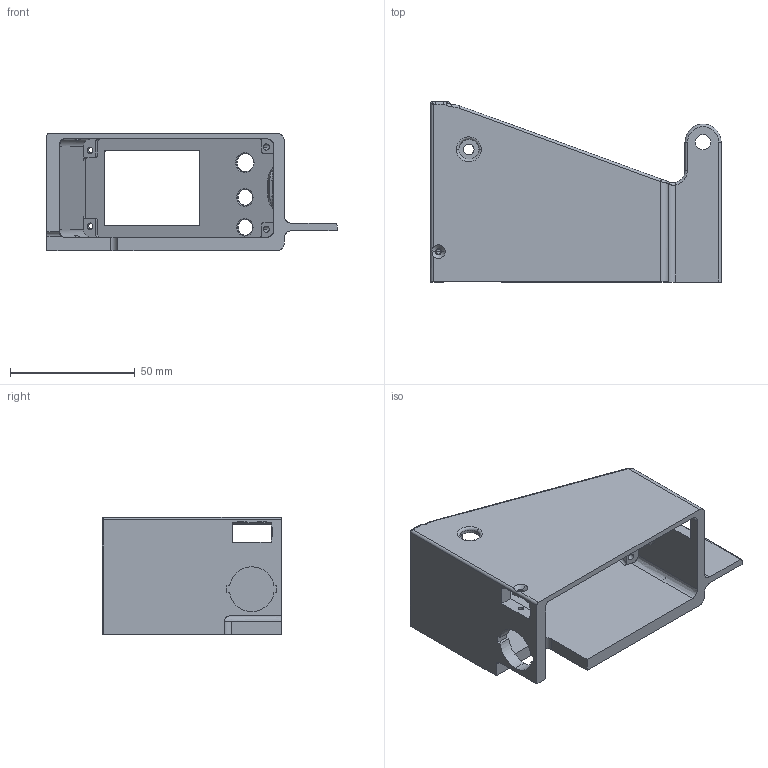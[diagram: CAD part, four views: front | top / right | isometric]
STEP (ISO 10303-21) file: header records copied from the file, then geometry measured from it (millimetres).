
FILE_DESCRIPTION (( 'STEP AP214' ), '1' );
FILE_NAME ('Encolsure_JBC-AD-SF.STEP', '2024-02-29T21:19:13', ( '' ), ( '' ), 'SwSTEP 2.0', 'SolidWorks 2020', '' );
FILE_SCHEMA (( 'AUTOMOTIVE_DESIGN' ));
Length unit declared in the file: millimetre
Products named in the file (1): Encolsure_JBC-AD-SF
Bounding box: 116.45 x 72.2 x 47.1 mm (x, y, z)
Volume: 63784.8 mm3; surface area: 39909.1 mm2
Topology: 1 solids, 1 shells, 374 faces, 951 edges, 568 vertices
Faces by surface type: cylinder 110, plane 93, torus 79, cone 52, bspline 39, sphere 1
Entity records: 13351 total; most frequent: CARTESIAN_POINT 4392, DIRECTION 1926, ORIENTED_EDGE 1874, EDGE_CURVE 937, AXIS2_PLACEMENT_3D 761, VERTEX_POINT 568, CIRCLE 425, EDGE_LOOP 411
